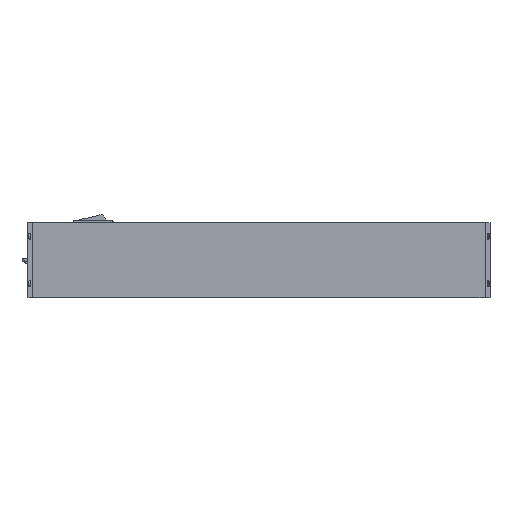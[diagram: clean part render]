
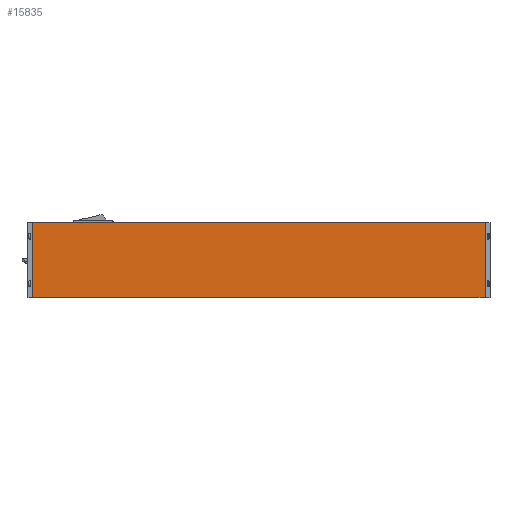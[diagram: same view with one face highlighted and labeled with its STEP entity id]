
A CAD part, top view. The second image highlights one B-rep face of the part: STEP entity #15835.
In plain terms, the highlighted planar face has unit normal (0, 0, 1).
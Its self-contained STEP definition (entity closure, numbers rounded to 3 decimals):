
#1625=ORIENTED_EDGE('',*,*,#4802,.T.);
#1626=ORIENTED_EDGE('',*,*,#4816,.T.);
#1627=ORIENTED_EDGE('',*,*,#4687,.T.);
#1628=ORIENTED_EDGE('',*,*,#4749,.T.);
#4687=EDGE_CURVE('',#6309,#6313,#7422,.T.);
#4749=EDGE_CURVE('',#6313,#6355,#7470,.T.);
#4802=EDGE_CURVE('',#6355,#6398,#7519,.T.);
#4816=EDGE_CURVE('',#6398,#6309,#7528,.T.);
#6309=VERTEX_POINT('',#21975);
#6313=VERTEX_POINT('',#21982);
#6355=VERTEX_POINT('',#22098);
#6398=VERTEX_POINT('',#22203);
#7422=LINE('',#21983,#8520);
#7470=LINE('',#22099,#8568);
#7519=LINE('',#22204,#8617);
#7528=LINE('',#22229,#8626);
#8520=VECTOR('',#18242,1000.);
#8568=VECTOR('',#18342,1000.);
#8617=VECTOR('',#18417,1000.);
#8626=VECTOR('',#18440,1000.);
#9404=EDGE_LOOP('',(#1625,#1626,#1627,#1628));
#10171=FACE_BOUND('',#9404,.T.);
#10924=PLANE('',#16625);
#15835=ADVANCED_FACE('',(#10171),#10924,.T.);
#16625=AXIS2_PLACEMENT_3D('',#22292,#18491,#18492);
#18242=DIRECTION('',(1.,0.,0.));
#18342=DIRECTION('',(0.,1.,0.));
#18417=DIRECTION('',(-1.,0.,0.));
#18440=DIRECTION('',(0.,-1.,0.));
#18491=DIRECTION('',(0.,0.,1.));
#18492=DIRECTION('',(1.,0.,0.));
#21975=CARTESIAN_POINT('',(4.,0.,30.));
#21982=CARTESIAN_POINT('',(366.,0.,30.));
#21983=CARTESIAN_POINT('',(4.,0.,30.));
#22098=CARTESIAN_POINT('',(366.,59.6,30.));
#22099=CARTESIAN_POINT('',(366.,0.,30.));
#22203=CARTESIAN_POINT('',(4.,59.6,30.));
#22204=CARTESIAN_POINT('',(366.,59.6,30.));
#22229=CARTESIAN_POINT('',(4.,59.6,30.));
#22292=CARTESIAN_POINT('',(0.,0.,30.));
